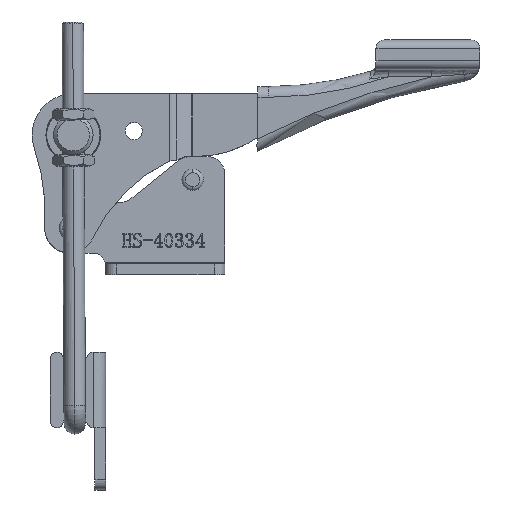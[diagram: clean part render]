
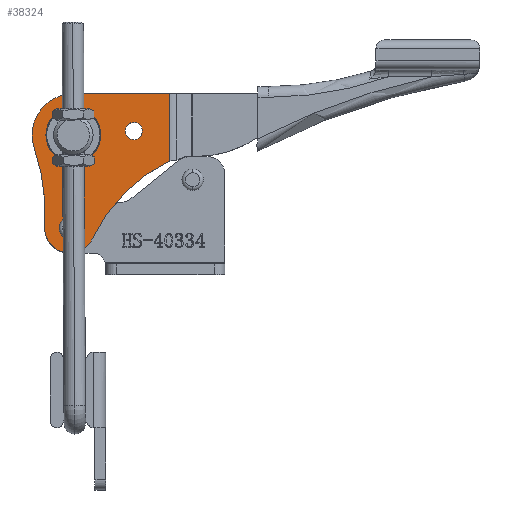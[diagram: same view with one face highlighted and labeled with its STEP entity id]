
A CAD part, top view. The second image highlights one B-rep face of the part: STEP entity #38324.
In plain terms, the highlighted planar face has unit normal (0, 0, 1).
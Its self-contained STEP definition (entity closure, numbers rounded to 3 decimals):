
#2377 = FACE_BOUND ( 'NONE', #13567, .T. ) ;
#2381 = FACE_OUTER_BOUND ( 'NONE', #13583, .T. ) ;
#2385 = FACE_BOUND ( 'NONE', #13569, .T. ) ;
#2394 = FACE_BOUND ( 'NONE', #13521, .T. ) ;
#4570 = CARTESIAN_POINT ( 'NONE',  ( -24.524, 0., 3. ) ) ;
#4585 = CARTESIAN_POINT ( 'NONE',  ( -63., -11.5, 3. ) ) ;
#4603 = CARTESIAN_POINT ( 'NONE',  ( -46.157, -40.462, 3. ) ) ;
#4667 = CARTESIAN_POINT ( 'NONE',  ( -51.5, 0., 3. ) ) ;
#6901 = DIRECTION ( 'NONE',  ( 0., 0., 1. ) ) ;
#6907 = CARTESIAN_POINT ( 'NONE',  ( -51.5, -11.5, 3. ) ) ;
#6911 = PLANE ( 'NONE',  #37885 ) ;
#6913 = DIRECTION ( 'NONE',  ( 1., 0., 0. ) ) ;
#6991 = VERTEX_POINT ( 'NONE', #20504 ) ;
#7064 = VERTEX_POINT ( 'NONE', #4667 ) ;
#7083 = VERTEX_POINT ( 'NONE', #4570 ) ;
#7251 = VERTEX_POINT ( 'NONE', #4585 ) ;
#7255 = VERTEX_POINT ( 'NONE', #4603 ) ;
#7442 = VERTEX_POINT ( 'NONE', #9213 ) ;
#7474 = VERTEX_POINT ( 'NONE', #8876 ) ;
#7485 = VERTEX_POINT ( 'NONE', #8854 ) ;
#7504 = VERTEX_POINT ( 'NONE', #8836 ) ;
#7584 = VERTEX_POINT ( 'NONE', #9390 ) ;
#7692 = VERTEX_POINT ( 'NONE', #9260 ) ;
#7743 = VERTEX_POINT ( 'NONE', #9188 ) ;
#7756 = VERTEX_POINT ( 'NONE', #9174 ) ;
#7867 = VERTEX_POINT ( 'NONE', #8819 ) ;
#8819 = CARTESIAN_POINT ( 'NONE',  ( -50.1, -37.5, 3. ) ) ;
#8836 = CARTESIAN_POINT ( 'NONE',  ( -59.5, -37.5, 3. ) ) ;
#8854 = CARTESIAN_POINT ( 'NONE',  ( -32.2, -10.4, 3. ) ) ;
#8876 = CARTESIAN_POINT ( 'NONE',  ( -54.9, -37.5, 3. ) ) ;
#9174 = CARTESIAN_POINT ( 'NONE',  ( -24.524, -18.774, 3. ) ) ;
#9188 = CARTESIAN_POINT ( 'NONE',  ( -44., -11.5, 3. ) ) ;
#9213 = CARTESIAN_POINT ( 'NONE',  ( -59.486, -37.061, 3. ) ) ;
#9260 = CARTESIAN_POINT ( 'NONE',  ( -62.391, -15.192, 3. ) ) ;
#9390 = CARTESIAN_POINT ( 'NONE',  ( -59., -11.5, 3. ) ) ;
#9472 = AXIS2_PLACEMENT_3D ( 'NONE', #42451, #42453, #42455 ) ;
#9473 = AXIS2_PLACEMENT_3D ( 'NONE', #42464, #42466, #42468 ) ;
#9475 = AXIS2_PLACEMENT_3D ( 'NONE', #42486, #42488, #42490 ) ;
#9477 = AXIS2_PLACEMENT_3D ( 'NONE', #42509, #42511, #42512 ) ;
#9479 = AXIS2_PLACEMENT_3D ( 'NONE', #42531, #42533, #42535 ) ;
#9489 = AXIS2_PLACEMENT_3D ( 'NONE', #42756, #42757, #42759 ) ;
#9492 = AXIS2_PLACEMENT_3D ( 'NONE', #42779, #42780, #42782 ) ;
#9493 = AXIS2_PLACEMENT_3D ( 'NONE', #42786, #42788, #42790 ) ;
#9495 = AXIS2_PLACEMENT_3D ( 'NONE', #42801, #42802, #42804 ) ;
#9497 = AXIS2_PLACEMENT_3D ( 'NONE', #42815, #42816, #42818 ) ;
#9499 = AXIS2_PLACEMENT_3D ( 'NONE', #42829, #42831, #42833 ) ;
#9500 = AXIS2_PLACEMENT_3D ( 'NONE', #42835, #42836, #42837 ) ;
#13521 = EDGE_LOOP ( 'NONE', ( #42978, #42981 ) ) ;
#13567 = EDGE_LOOP ( 'NONE', ( #42972, #42975 ) ) ;
#13569 = EDGE_LOOP ( 'NONE', ( #42983, #42985 ) ) ;
#13583 = EDGE_LOOP ( 'NONE', ( #42988, #42992, #42995, #42997, #43000, #43003, #43006, #43009 ) ) ;
#20504 = CARTESIAN_POINT ( 'NONE',  ( -37., -10.4, 3. ) ) ;
#21247 = CIRCLE ( 'NONE', #9472, 2.4 ) ;
#21249 = CIRCLE ( 'NONE', #9473, 2.4 ) ;
#21256 = CIRCLE ( 'NONE', #9475, 7.5 ) ;
#21262 = CIRCLE ( 'NONE', #9477, 11.5 ) ;
#21266 = CIRCLE ( 'NONE', #9479, 7. ) ;
#21341 = CIRCLE ( 'NONE', #9489, 7. ) ;
#21347 = CIRCLE ( 'NONE', #9492, 57. ) ;
#21348 = CIRCLE ( 'NONE', #9493, 11.5 ) ;
#21352 = CIRCLE ( 'NONE', #9495, 7.5 ) ;
#21354 = CIRCLE ( 'NONE', #9497, 2.4 ) ;
#21356 = CIRCLE ( 'NONE', #9499, 2.4 ) ;
#21357 = CIRCLE ( 'NONE', #9500, 45. ) ;
#21358 = LINE ( 'NONE', #42825, #21360 ) ;
#21359 = LINE ( 'NONE', #42839, #21362 ) ;
#21360 = VECTOR ( 'NONE', #42827, 1000. ) ;
#21362 = VECTOR ( 'NONE', #42841, 1000. ) ;
#22005 = EDGE_CURVE ( 'NONE', #6991, #7485, #21247, .T. ) ;
#22007 = EDGE_CURVE ( 'NONE', #7474, #7867, #21249, .T. ) ;
#22011 = EDGE_CURVE ( 'NONE', #7584, #7743, #21256, .T. ) ;
#22015 = EDGE_CURVE ( 'NONE', #7251, #7692, #21262, .T. ) ;
#22019 = EDGE_CURVE ( 'NONE', #7504, #7255, #21266, .T. ) ;
#22060 = EDGE_CURVE ( 'NONE', #7442, #7504, #21341, .T. ) ;
#22064 = EDGE_CURVE ( 'NONE', #7692, #7442, #21347, .T. ) ;
#22065 = EDGE_CURVE ( 'NONE', #7064, #7251, #21348, .T. ) ;
#22068 = EDGE_CURVE ( 'NONE', #7743, #7584, #21352, .T. ) ;
#22070 = EDGE_CURVE ( 'NONE', #7867, #7474, #21354, .T. ) ;
#22072 = EDGE_CURVE ( 'NONE', #7485, #6991, #21356, .T. ) ;
#22073 = EDGE_CURVE ( 'NONE', #7255, #7756, #21357, .T. ) ;
#22074 = EDGE_CURVE ( 'NONE', #7756, #7083, #21358, .T. ) ;
#22075 = EDGE_CURVE ( 'NONE', #7083, #7064, #21359, .T. ) ;
#37885 = AXIS2_PLACEMENT_3D ( 'NONE', #6907, #6901, #6913 ) ;
#38324 = ADVANCED_FACE ( 'NONE', ( #2377, #2394, #2385, #2381 ), #6911, .T. ) ;
#42451 = CARTESIAN_POINT ( 'NONE',  ( -34.6, -10.4, 3. ) ) ;
#42453 = DIRECTION ( 'NONE',  ( 0., 0., 1. ) ) ;
#42455 = DIRECTION ( 'NONE',  ( 1., 0., 0. ) ) ;
#42464 = CARTESIAN_POINT ( 'NONE',  ( -52.5, -37.5, 3. ) ) ;
#42466 = DIRECTION ( 'NONE',  ( 0., 0., 1. ) ) ;
#42468 = DIRECTION ( 'NONE',  ( 1., 0., 0. ) ) ;
#42486 = CARTESIAN_POINT ( 'NONE',  ( -51.5, -11.5, 3. ) ) ;
#42488 = DIRECTION ( 'NONE',  ( 0., 0., 1. ) ) ;
#42490 = DIRECTION ( 'NONE',  ( 1., 0., 0. ) ) ;
#42509 = CARTESIAN_POINT ( 'NONE',  ( -51.5, -11.5, 3. ) ) ;
#42511 = DIRECTION ( 'NONE',  ( 0., 0., 1. ) ) ;
#42512 = DIRECTION ( 'NONE',  ( 1., 0., 0. ) ) ;
#42531 = CARTESIAN_POINT ( 'NONE',  ( -52.5, -37.5, 3. ) ) ;
#42533 = DIRECTION ( 'NONE',  ( 0., 0., 1. ) ) ;
#42535 = DIRECTION ( 'NONE',  ( 1., 0., 0. ) ) ;
#42756 = CARTESIAN_POINT ( 'NONE',  ( -52.5, -37.5, 3. ) ) ;
#42757 = DIRECTION ( 'NONE',  ( 0., 0., 1. ) ) ;
#42759 = DIRECTION ( 'NONE',  ( 1., 0., 0. ) ) ;
#42779 = CARTESIAN_POINT ( 'NONE',  ( -116.374, -33.49, 3. ) ) ;
#42780 = DIRECTION ( 'NONE',  ( 0., 0., -1. ) ) ;
#42782 = DIRECTION ( 'NONE',  ( -1., 0., 0. ) ) ;
#42786 = CARTESIAN_POINT ( 'NONE',  ( -51.5, -11.5, 3. ) ) ;
#42788 = DIRECTION ( 'NONE',  ( 0., 0., 1. ) ) ;
#42790 = DIRECTION ( 'NONE',  ( 1., 0., 0. ) ) ;
#42801 = CARTESIAN_POINT ( 'NONE',  ( -51.5, -11.5, 3. ) ) ;
#42802 = DIRECTION ( 'NONE',  ( 0., 0., 1. ) ) ;
#42804 = DIRECTION ( 'NONE',  ( 1., 0., 0. ) ) ;
#42815 = CARTESIAN_POINT ( 'NONE',  ( -52.5, -37.5, 3. ) ) ;
#42816 = DIRECTION ( 'NONE',  ( 0., 0., 1. ) ) ;
#42818 = DIRECTION ( 'NONE',  ( 1., 0., 0. ) ) ;
#42825 = CARTESIAN_POINT ( 'NONE',  ( -24.524, -11.5, 3. ) ) ;
#42827 = DIRECTION ( 'NONE',  ( 0., 1., 0. ) ) ;
#42829 = CARTESIAN_POINT ( 'NONE',  ( -34.6, -10.4, 3. ) ) ;
#42831 = DIRECTION ( 'NONE',  ( 0., 0., 1. ) ) ;
#42833 = DIRECTION ( 'NONE',  ( 1., 0., 0. ) ) ;
#42835 = CARTESIAN_POINT ( 'NONE',  ( -5.383, -59.5, 3. ) ) ;
#42836 = DIRECTION ( 'NONE',  ( 0., 0., -1. ) ) ;
#42837 = DIRECTION ( 'NONE',  ( -1., 0., 0. ) ) ;
#42839 = CARTESIAN_POINT ( 'NONE',  ( 0., 0., 3. ) ) ;
#42841 = DIRECTION ( 'NONE',  ( -1., 0., 0. ) ) ;
#42972 = ORIENTED_EDGE ( 'NONE', *, *, #22072, .F. ) ;
#42975 = ORIENTED_EDGE ( 'NONE', *, *, #22005, .F. ) ;
#42978 = ORIENTED_EDGE ( 'NONE', *, *, #22007, .F. ) ;
#42981 = ORIENTED_EDGE ( 'NONE', *, *, #22070, .F. ) ;
#42983 = ORIENTED_EDGE ( 'NONE', *, *, #22011, .F. ) ;
#42985 = ORIENTED_EDGE ( 'NONE', *, *, #22068, .F. ) ;
#42988 = ORIENTED_EDGE ( 'NONE', *, *, #22073, .T. ) ;
#42992 = ORIENTED_EDGE ( 'NONE', *, *, #22074, .T. ) ;
#42995 = ORIENTED_EDGE ( 'NONE', *, *, #22075, .T. ) ;
#42997 = ORIENTED_EDGE ( 'NONE', *, *, #22065, .T. ) ;
#43000 = ORIENTED_EDGE ( 'NONE', *, *, #22015, .T. ) ;
#43003 = ORIENTED_EDGE ( 'NONE', *, *, #22064, .T. ) ;
#43006 = ORIENTED_EDGE ( 'NONE', *, *, #22060, .T. ) ;
#43009 = ORIENTED_EDGE ( 'NONE', *, *, #22019, .T. ) ;
